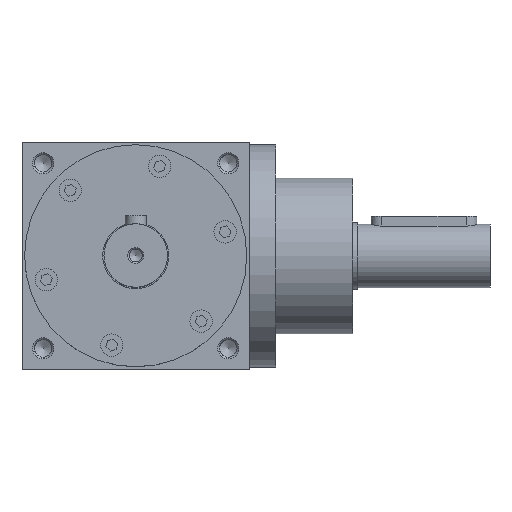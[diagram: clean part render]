
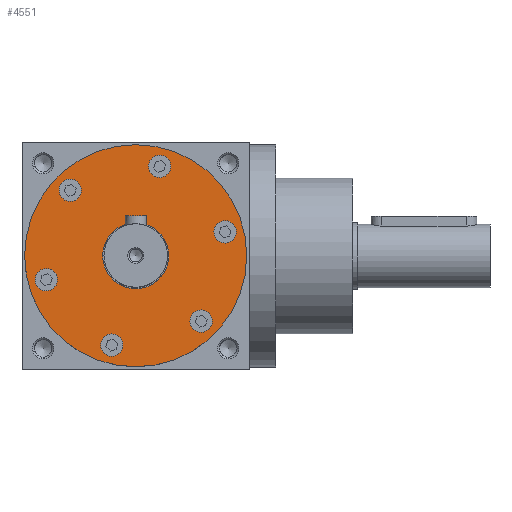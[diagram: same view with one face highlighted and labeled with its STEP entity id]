
A CAD part, top view. The second image highlights one B-rep face of the part: STEP entity #4551.
In plain terms, the highlighted face is planar.
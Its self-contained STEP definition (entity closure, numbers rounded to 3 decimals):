
#226=PLANE('',#4911);
#1165=ORIENTED_EDGE('',*,*,#2307,.F.);
#1166=ORIENTED_EDGE('',*,*,#2308,.T.);
#1167=ORIENTED_EDGE('',*,*,#2309,.T.);
#1168=ORIENTED_EDGE('',*,*,#2310,.T.);
#1169=ORIENTED_EDGE('',*,*,#2311,.T.);
#1170=ORIENTED_EDGE('',*,*,#2312,.T.);
#1171=ORIENTED_EDGE('',*,*,#2313,.T.);
#1172=ORIENTED_EDGE('',*,*,#2314,.T.);
#2307=EDGE_CURVE('',#2891,#2891,#3341,.T.);
#2308=EDGE_CURVE('',#2892,#2892,#3342,.T.);
#2309=EDGE_CURVE('',#2893,#2893,#3343,.T.);
#2310=EDGE_CURVE('',#2894,#2894,#3344,.T.);
#2311=EDGE_CURVE('',#2895,#2895,#3345,.T.);
#2312=EDGE_CURVE('',#2896,#2896,#3346,.T.);
#2313=EDGE_CURVE('',#2897,#2897,#3347,.T.);
#2314=EDGE_CURVE('',#2898,#2898,#3348,.T.);
#2891=VERTEX_POINT('',#6969);
#2892=VERTEX_POINT('',#6971);
#2893=VERTEX_POINT('',#6973);
#2894=VERTEX_POINT('',#6975);
#2895=VERTEX_POINT('',#6977);
#2896=VERTEX_POINT('',#6979);
#2897=VERTEX_POINT('',#6981);
#2898=VERTEX_POINT('',#6983);
#3341=CIRCLE('',#4912,42.);
#3342=CIRCLE('',#4913,4.25);
#3343=CIRCLE('',#4914,4.25);
#3344=CIRCLE('',#4915,4.25);
#3345=CIRCLE('',#4916,4.25);
#3346=CIRCLE('',#4917,4.25);
#3347=CIRCLE('',#4918,4.25);
#3348=CIRCLE('',#4919,12.5);
#3501=EDGE_LOOP('',(#1165));
#3502=EDGE_LOOP('',(#1166));
#3503=EDGE_LOOP('',(#1167));
#3504=EDGE_LOOP('',(#1168));
#3505=EDGE_LOOP('',(#1169));
#3506=EDGE_LOOP('',(#1170));
#3507=EDGE_LOOP('',(#1171));
#3508=EDGE_LOOP('',(#1172));
#3981=FACE_BOUND('',#3501,.T.);
#3982=FACE_BOUND('',#3502,.T.);
#3983=FACE_BOUND('',#3503,.T.);
#3984=FACE_BOUND('',#3504,.T.);
#3985=FACE_BOUND('',#3505,.T.);
#3986=FACE_BOUND('',#3506,.T.);
#3987=FACE_BOUND('',#3507,.T.);
#3988=FACE_BOUND('',#3508,.T.);
#4551=ADVANCED_FACE('',(#3981,#3982,#3983,#3984,#3985,#3986,#3987,#3988),
#226,.F.);
#4911=AXIS2_PLACEMENT_3D('',#6967,#5515,#5516);
#4912=AXIS2_PLACEMENT_3D('',#6968,#5517,#5518);
#4913=AXIS2_PLACEMENT_3D('',#6970,#5519,#5520);
#4914=AXIS2_PLACEMENT_3D('',#6972,#5521,#5522);
#4915=AXIS2_PLACEMENT_3D('',#6974,#5523,#5524);
#4916=AXIS2_PLACEMENT_3D('',#6976,#5525,#5526);
#4917=AXIS2_PLACEMENT_3D('',#6978,#5527,#5528);
#4918=AXIS2_PLACEMENT_3D('',#6980,#5529,#5530);
#4919=AXIS2_PLACEMENT_3D('',#6982,#5531,#5532);
#5515=DIRECTION('',(1.,0.,0.));
#5516=DIRECTION('',(0.,0.,-1.));
#5517=DIRECTION('',(1.,0.,0.));
#5518=DIRECTION('',(0.,0.,-1.));
#5519=DIRECTION('',(1.,0.,0.));
#5520=DIRECTION('',(0.,0.866,-0.5));
#5521=DIRECTION('',(1.,0.,0.));
#5522=DIRECTION('',(0.,0.866,0.5));
#5523=DIRECTION('',(1.,0.,0.));
#5524=DIRECTION('',(0.,0.,1.));
#5525=DIRECTION('',(1.,0.,0.));
#5526=DIRECTION('',(0.,-0.866,0.5));
#5527=DIRECTION('',(1.,0.,0.));
#5528=DIRECTION('',(0.,-0.866,-0.5));
#5529=DIRECTION('',(1.,0.,0.));
#5530=DIRECTION('',(0.,0.,-1.));
#5531=DIRECTION('',(1.,0.,0.));
#5532=DIRECTION('',(0.,0.,-1.));
#6967=CARTESIAN_POINT('',(-58.,0.,0.));
#6968=CARTESIAN_POINT('',(-58.,0.,0.));
#6969=CARTESIAN_POINT('',(-58.,0.,-42.));
#6970=CARTESIAN_POINT('',(-58.,9.059,33.807));
#6971=CARTESIAN_POINT('',(-58.,12.739,31.682));
#6972=CARTESIAN_POINT('',(-58.,-24.749,24.749));
#6973=CARTESIAN_POINT('',(-58.,-21.068,26.874));
#6974=CARTESIAN_POINT('',(-58.,-33.807,-9.059));
#6975=CARTESIAN_POINT('',(-58.,-33.807,-4.809));
#6976=CARTESIAN_POINT('',(-58.,-9.059,-33.807));
#6977=CARTESIAN_POINT('',(-58.,-12.739,-31.682));
#6978=CARTESIAN_POINT('',(-58.,24.749,-24.749));
#6979=CARTESIAN_POINT('',(-58.,21.068,-26.874));
#6980=CARTESIAN_POINT('',(-58.,33.807,9.059));
#6981=CARTESIAN_POINT('',(-58.,33.807,4.809));
#6982=CARTESIAN_POINT('',(-58.,0.,0.));
#6983=CARTESIAN_POINT('',(-58.,0.,-12.5));
